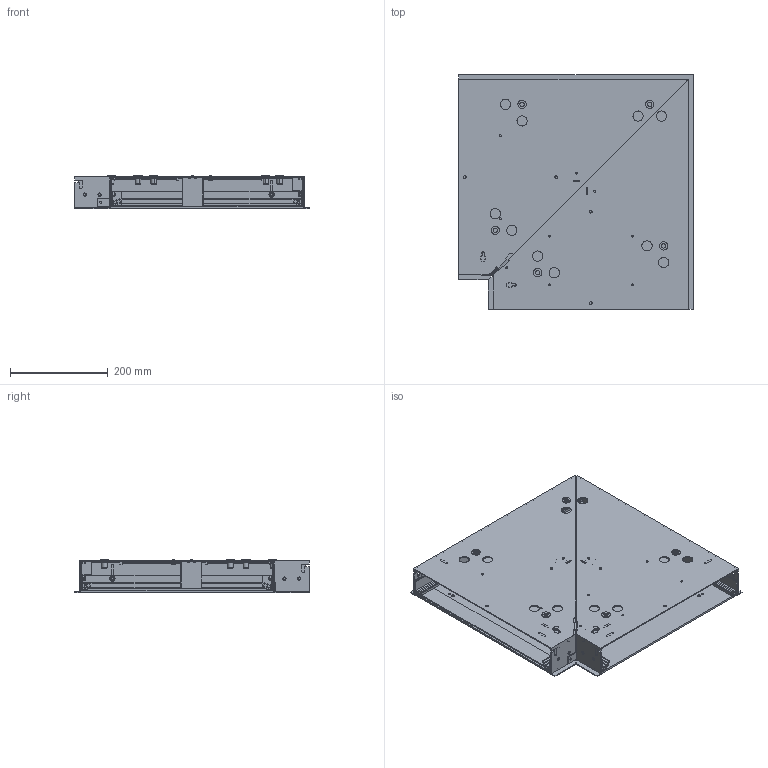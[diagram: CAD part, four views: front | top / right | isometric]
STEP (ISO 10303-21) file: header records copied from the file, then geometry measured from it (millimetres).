
FILE_DESCRIPTION (( 'STEP AP214' ), '1' );
FILE_NAME ('7403664.STEP', '2020-04-06T07:37:14', ( '' ), ( '' ), 'SwSTEP 2.0', 'SolidWorks 2018', '' );
FILE_SCHEMA (( 'AUTOMOTIVE_DESIGN' ));
Length unit declared in the file: millimetre
Products named in the file (21): P_30700584_20_Standard; 143772_Standard; P_35100063_1_Standard; 143436_L = 87 mm; 143436_L = 75 mm; 143174_Standard; 143556_Standard; 35011908_Standard; 110615_Standard; 143672_Standard; 143671_Standard; 143792_Standard; 7403664; 143791_Standard; 35104466_Standard; 143436_L = 467 mm; 143691_Standard; P_39409373_1_Standard; 143691T1_Standard; 143436_L = 454 mm; 143771_Standard
Assembly tree (46 placements, depth 3):
  7403664
    143691_Standard
      143691T1_Standard
      P_39409373_1_Standard  x10
    143671_Standard  x2
    143672_Standard  x2
    143556_Standard  x2
    110615_Standard
    143174_Standard
      P_30700584_20_Standard
    143436_L = 87 mm
    143436_L = 75 mm
    143436_L = 454 mm
    143436_L = 467 mm
    143771_Standard
    143791_Standard
    143792_Standard
    143772_Standard
    35011908_Standard  x10
    35104466_Standard  x2
    P_35100063_1_Standard  x5
Bounding box: 480.88 x 480.88 x 68.5 mm (x, y, z)
Volume: 1799740.4 mm3; surface area: 1421490.4 mm2
Topology: 44 solids, 44 shells, 2976 faces, 8255 edges, 5450 vertices
Faces by surface type: plane 2412, cylinder 460, cone 70, torus 30, bspline 4
Entity records: 41412 total; most frequent: CARTESIAN_POINT 7124, ORIENTED_EDGE 6698, DIRECTION 6482, EDGE_CURVE 3349, LINE 2606, VECTOR 2606, VERTEX_POINT 2224, AXIS2_PLACEMENT_3D 1938
